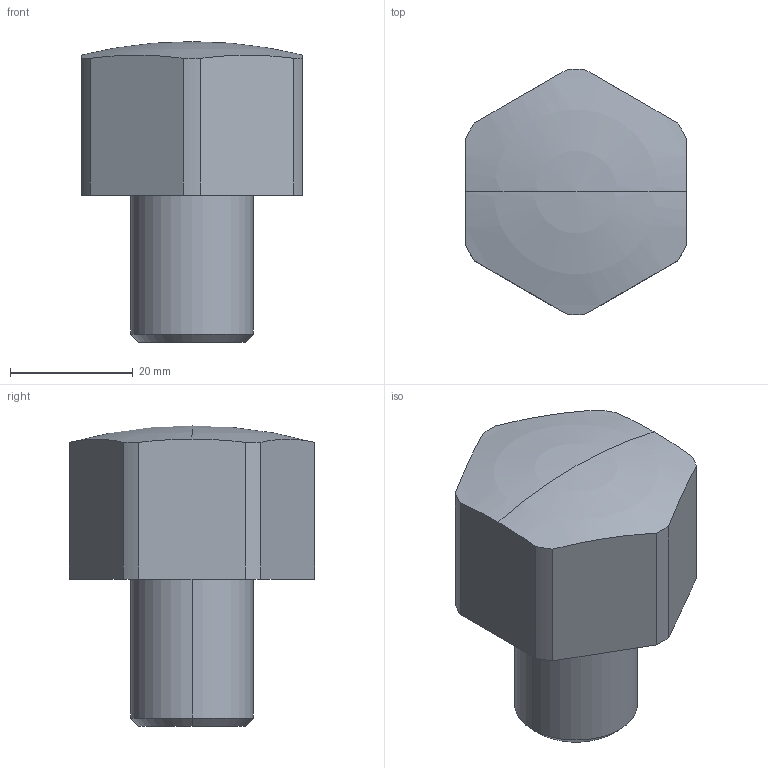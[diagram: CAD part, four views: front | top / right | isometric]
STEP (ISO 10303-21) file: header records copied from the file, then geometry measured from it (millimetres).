
FILE_DESCRIPTION(('STEP AP214'),'1');
FILE_NAME('HALDERN_EH_22690_0153.stp','2017-07-04T09:13:47',('TraceParts'),('TraceParts S.A.'),'Spatial InterOp 3D',' ',' ');
FILE_SCHEMA(('automotive_design'));
Length unit declared in the file: millimetre
Products named in the file (1): HALDERN_EH_22690_0153
Bounding box: 36 x 39.99 x 49 mm (x, y, z)
Volume: 34034 mm3; surface area: 6461.3 mm2
Topology: 1 solids, 1 shells, 20 faces, 52 edges, 33 vertices
Faces by surface type: cylinder 8, plane 8, cone 2, sphere 2
Entity records: 629 total; most frequent: DIRECTION 120, CARTESIAN_POINT 104, ORIENTED_EDGE 100, EDGE_CURVE 50, AXIS2_PLACEMENT_3D 49, VERTEX_POINT 33, CIRCLE 28, LINE 22
